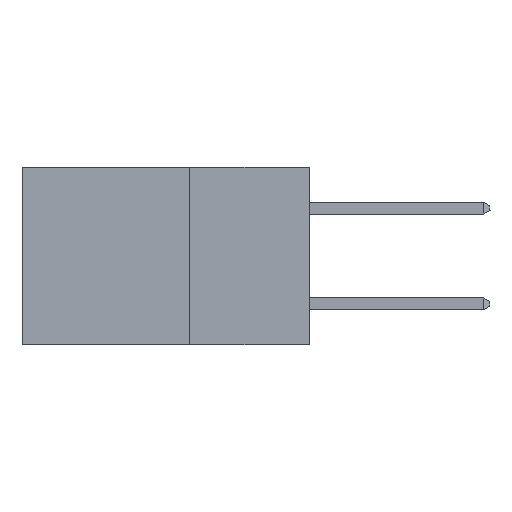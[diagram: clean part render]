
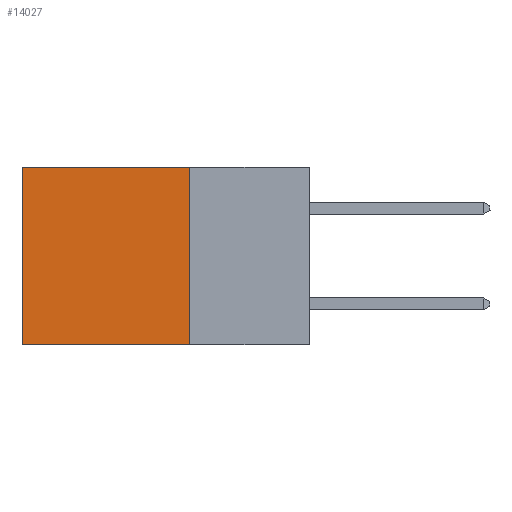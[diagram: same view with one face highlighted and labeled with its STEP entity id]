
A CAD part, left-side view. The second image highlights one B-rep face of the part: STEP entity #14027.
In plain terms, the highlighted planar face has unit normal (-1, 0, 0).
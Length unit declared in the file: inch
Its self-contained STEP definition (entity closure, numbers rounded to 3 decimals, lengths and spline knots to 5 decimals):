
#324 = ORIENTED_EDGE ( 'NONE', *, *, #7809, .F. ) ;
#337 = PLANE ( 'NONE',  #785 ) ;
#785 = AXIS2_PLACEMENT_3D ( 'NONE', #2416, #15619, #4390 ) ;
#997 = DIRECTION ( 'NONE',  ( 0., 0., -1. ) ) ;
#1372 = CARTESIAN_POINT ( 'NONE',  ( 0.2875, 0.25, 0. ) ) ;
#1982 = CARTESIAN_POINT ( 'NONE',  ( 0.2875, 0.25, 0. ) ) ;
#2416 = CARTESIAN_POINT ( 'NONE',  ( 0.2875, 0.25, 0. ) ) ;
#3492 = ORIENTED_EDGE ( 'NONE', *, *, #21614, .F. ) ;
#3768 = CARTESIAN_POINT ( 'NONE',  ( 0.2875, 0.25, -0.37 ) ) ;
#4202 = CARTESIAN_POINT ( 'NONE',  ( 0.2875, 0.6, -0.37 ) ) ;
#4378 = EDGE_CURVE ( 'NONE', #22315, #6114, #7008, .T. ) ;
#4390 = DIRECTION ( 'NONE',  ( 0., 0., -1. ) ) ;
#5169 = EDGE_LOOP ( 'NONE', ( #14629, #3492, #324, #20496 ) ) ;
#5559 = VECTOR ( 'NONE', #997, 39.37008 ) ;
#5782 = DIRECTION ( 'NONE',  ( 0., 1., 0. ) ) ;
#5983 = FACE_OUTER_BOUND ( 'NONE', #5169, .T. ) ;
#6030 = LINE ( 'NONE', #1982, #7208 ) ;
#6088 = EDGE_CURVE ( 'NONE', #16396, #22315, #6030, .T. ) ;
#6114 = VERTEX_POINT ( 'NONE', #4202 ) ;
#7008 = LINE ( 'NONE', #21853, #5559 ) ;
#7208 = VECTOR ( 'NONE', #5782, 39.37008 ) ;
#7809 = EDGE_CURVE ( 'NONE', #16396, #14275, #20991, .T. ) ;
#9259 = CARTESIAN_POINT ( 'NONE',  ( 0.2875, 0.6, 0. ) ) ;
#10960 = VECTOR ( 'NONE', #20143, 39.37008 ) ;
#14027 = ADVANCED_FACE ( 'NONE', ( #5983 ), #337, .F. ) ;
#14275 = VERTEX_POINT ( 'NONE', #23783 ) ;
#14629 = ORIENTED_EDGE ( 'NONE', *, *, #4378, .T. ) ;
#15619 = DIRECTION ( 'NONE',  ( 1., 0., 0. ) ) ;
#16396 = VERTEX_POINT ( 'NONE', #1372 ) ;
#16674 = DIRECTION ( 'NONE',  ( 0., 1., 0. ) ) ;
#18236 = CARTESIAN_POINT ( 'NONE',  ( 0.2875, 0.25, 0. ) ) ;
#18443 = VECTOR ( 'NONE', #16674, 39.37008 ) ;
#20143 = DIRECTION ( 'NONE',  ( 0., 0., -1. ) ) ;
#20496 = ORIENTED_EDGE ( 'NONE', *, *, #6088, .T. ) ;
#20991 = LINE ( 'NONE', #18236, #10960 ) ;
#21614 = EDGE_CURVE ( 'NONE', #14275, #6114, #23450, .T. ) ;
#21853 = CARTESIAN_POINT ( 'NONE',  ( 0.2875, 0.6, 0. ) ) ;
#22315 = VERTEX_POINT ( 'NONE', #9259 ) ;
#23450 = LINE ( 'NONE', #3768, #18443 ) ;
#23783 = CARTESIAN_POINT ( 'NONE',  ( 0.2875, 0.25, -0.37 ) ) ;
